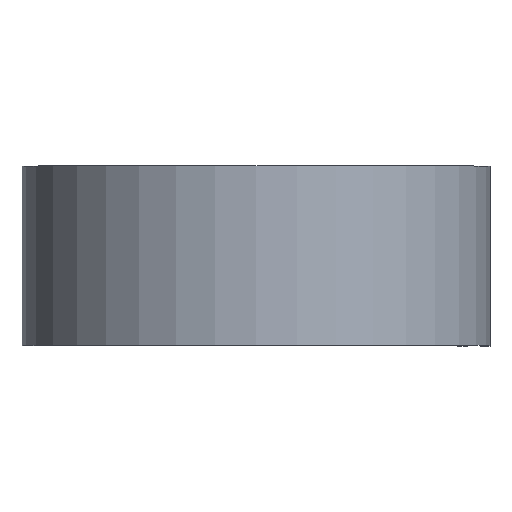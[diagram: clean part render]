
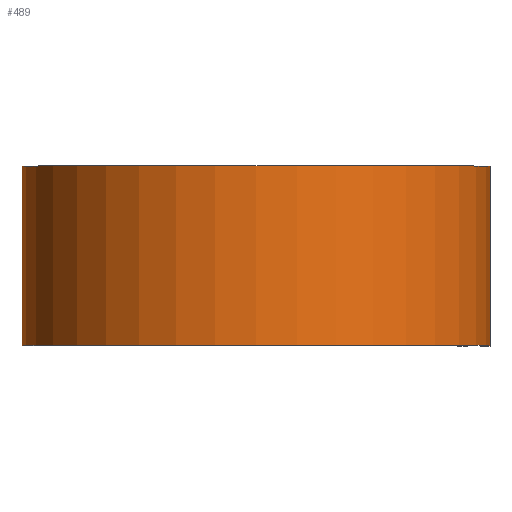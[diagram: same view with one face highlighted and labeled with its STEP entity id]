
A CAD part, top view. The second image highlights one B-rep face of the part: STEP entity #489.
In plain terms, the highlighted cylindrical face has radius 28.994 mm (diameter 57.988 mm), a partial arc.
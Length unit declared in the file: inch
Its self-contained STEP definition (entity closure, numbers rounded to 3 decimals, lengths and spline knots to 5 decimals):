
#39 = VERTEX_POINT ( 'NONE', #168 ) ;
#90 = DIRECTION ( 'NONE',  ( 1., 0., 0. ) ) ;
#103 = AXIS2_PLACEMENT_3D ( 'NONE', #368, #706, #435 ) ;
#109 = EDGE_LOOP ( 'NONE', ( #652, #515, #527, #710 ) ) ;
#144 = CARTESIAN_POINT ( 'NONE',  ( 0., -0.4375, -1.1415 ) ) ;
#155 = DIRECTION ( 'NONE',  ( 0., 1., 0. ) ) ;
#159 = CARTESIAN_POINT ( 'NONE',  ( 0., 0.4375, 0. ) ) ;
#168 = CARTESIAN_POINT ( 'NONE',  ( 1.1415, -0.4375, 0. ) ) ;
#183 = EDGE_CURVE ( 'NONE', #289, #532, #223, .T. ) ;
#198 = CARTESIAN_POINT ( 'NONE',  ( 0., 0.4375, -1.1415 ) ) ;
#223 = CIRCLE ( 'NONE', #371, 1.1415 ) ;
#289 = VERTEX_POINT ( 'NONE', #198 ) ;
#308 = VECTOR ( 'NONE', #335, 39.37008 ) ;
#316 = LINE ( 'NONE', #401, #308 ) ;
#335 = DIRECTION ( 'NONE',  ( 0., -1., 0. ) ) ;
#340 = CIRCLE ( 'NONE', #662, 1.1415 ) ;
#351 = LINE ( 'NONE', #545, #360 ) ;
#360 = VECTOR ( 'NONE', #665, 39.37008 ) ;
#363 = FACE_OUTER_BOUND ( 'NONE', #109, .T. ) ;
#368 = CARTESIAN_POINT ( 'NONE',  ( 0., 0.4375, 0. ) ) ;
#371 = AXIS2_PLACEMENT_3D ( 'NONE', #159, #155, #90 ) ;
#401 = CARTESIAN_POINT ( 'NONE',  ( 1.1415, 0.4375, 0. ) ) ;
#435 = DIRECTION ( 'NONE',  ( 0., 0., -1. ) ) ;
#449 = DIRECTION ( 'NONE',  ( 1., 0., 0. ) ) ;
#468 = DIRECTION ( 'NONE',  ( 0., 1., 0. ) ) ;
#469 = CYLINDRICAL_SURFACE ( 'NONE', #103, 1.1415 ) ;
#487 = CARTESIAN_POINT ( 'NONE',  ( 0., -0.4375, 0. ) ) ;
#489 = ADVANCED_FACE ( 'NONE', ( #363 ), #469, .T. ) ;
#515 = ORIENTED_EDGE ( 'NONE', *, *, #617, .F. ) ;
#527 = ORIENTED_EDGE ( 'NONE', *, *, #183, .F. ) ;
#532 = VERTEX_POINT ( 'NONE', #548 ) ;
#545 = CARTESIAN_POINT ( 'NONE',  ( 0., 0.4375, -1.1415 ) ) ;
#546 = VERTEX_POINT ( 'NONE', #144 ) ;
#548 = CARTESIAN_POINT ( 'NONE',  ( 1.1415, 0.4375, 0. ) ) ;
#617 = EDGE_CURVE ( 'NONE', #532, #39, #316, .T. ) ;
#652 = ORIENTED_EDGE ( 'NONE', *, *, #670, .T. ) ;
#662 = AXIS2_PLACEMENT_3D ( 'NONE', #487, #468, #449 ) ;
#663 = EDGE_CURVE ( 'NONE', #289, #546, #351, .T. ) ;
#665 = DIRECTION ( 'NONE',  ( 0., -1., 0. ) ) ;
#670 = EDGE_CURVE ( 'NONE', #546, #39, #340, .T. ) ;
#706 = DIRECTION ( 'NONE',  ( 0., -1., 0. ) ) ;
#710 = ORIENTED_EDGE ( 'NONE', *, *, #663, .T. ) ;
